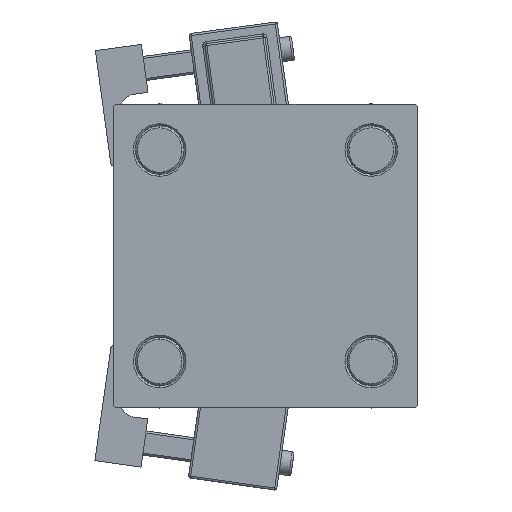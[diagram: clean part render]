
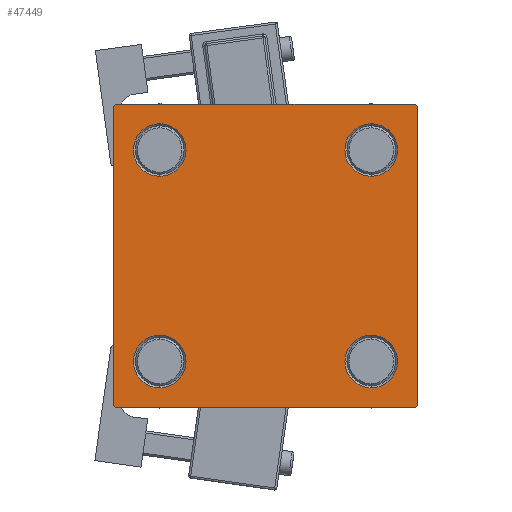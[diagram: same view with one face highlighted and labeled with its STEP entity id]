
A CAD part, left-side view. The second image highlights one B-rep face of the part: STEP entity #47449.
In plain terms, the highlighted planar face has unit normal (-1, 0, 0).
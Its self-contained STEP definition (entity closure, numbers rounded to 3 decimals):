
#183 = DIRECTION ( 'NONE',  ( 0., -0.707, 0.707 ) ) ;
#268 = EDGE_CURVE ( 'NONE', #41968, #4747, #13620, .T. ) ;
#482 = ORIENTED_EDGE ( 'NONE', *, *, #24346, .T. ) ;
#1087 = CARTESIAN_POINT ( 'NONE',  ( 0., 26.15, -26.15 ) ) ;
#1289 = DIRECTION ( 'NONE',  ( 0., -0.707, -0.707 ) ) ;
#1306 = CARTESIAN_POINT ( 'NONE',  ( 0., -26.15, 19.65 ) ) ;
#1684 = EDGE_CURVE ( 'NONE', #47536, #44347, #24082, .T. ) ;
#1836 = CIRCLE ( 'NONE', #18592, 6.5 ) ;
#2115 = VERTEX_POINT ( 'NONE', #13590 ) ;
#2400 = EDGE_CURVE ( 'NONE', #39360, #41827, #14741, .T. ) ;
#2486 = DIRECTION ( 'NONE',  ( 1., 0., 0. ) ) ;
#2814 = ORIENTED_EDGE ( 'NONE', *, *, #16032, .T. ) ;
#2836 = LINE ( 'NONE', #9929, #30695 ) ;
#3004 = CARTESIAN_POINT ( 'NONE',  ( 0., 26.15, -26.15 ) ) ;
#4318 = PLANE ( 'NONE',  #20746 ) ;
#4747 = VERTEX_POINT ( 'NONE', #50187 ) ;
#4848 = FACE_BOUND ( 'NONE', #16868, .T. ) ;
#5076 = EDGE_CURVE ( 'NONE', #29904, #2115, #17280, .T. ) ;
#5575 = DIRECTION ( 'NONE',  ( 1., 0., 0. ) ) ;
#5594 = ORIENTED_EDGE ( 'NONE', *, *, #15427, .F. ) ;
#5912 = LINE ( 'NONE', #50053, #20031 ) ;
#5984 = DIRECTION ( 'NONE',  ( 1., 0., 0. ) ) ;
#6207 = AXIS2_PLACEMENT_3D ( 'NONE', #28798, #29831, #49570 ) ;
#6265 = DIRECTION ( 'NONE',  ( 0., 0., 1. ) ) ;
#6557 = ORIENTED_EDGE ( 'NONE', *, *, #1684, .T. ) ;
#6603 = DIRECTION ( 'NONE',  ( 0., 0.707, -0.707 ) ) ;
#6921 = CARTESIAN_POINT ( 'NONE',  ( 0., 37.5, -37.5 ) ) ;
#7112 = ORIENTED_EDGE ( 'NONE', *, *, #8749, .T. ) ;
#8055 = LINE ( 'NONE', #36935, #27931 ) ;
#8520 = DIRECTION ( 'NONE',  ( 0., 0., 1. ) ) ;
#8622 = CARTESIAN_POINT ( 'NONE',  ( 0., 37.5, 37.5 ) ) ;
#8749 = EDGE_CURVE ( 'NONE', #51778, #2115, #2836, .T. ) ;
#9926 = CARTESIAN_POINT ( 'NONE',  ( 0., -26.15, 26.15 ) ) ;
#9929 = CARTESIAN_POINT ( 'NONE',  ( 0., -37.25, 37.25 ) ) ;
#10759 = AXIS2_PLACEMENT_3D ( 'NONE', #43974, #51601, #44234 ) ;
#11109 = LINE ( 'NONE', #6921, #48318 ) ;
#11655 = ORIENTED_EDGE ( 'NONE', *, *, #30673, .T. ) ;
#11825 = CARTESIAN_POINT ( 'NONE',  ( 0., 26.15, -32.65 ) ) ;
#11965 = CIRCLE ( 'NONE', #43961, 6.5 ) ;
#12102 = ORIENTED_EDGE ( 'NONE', *, *, #47779, .T. ) ;
#13588 = CARTESIAN_POINT ( 'NONE',  ( 0., 26.15, -19.65 ) ) ;
#13590 = CARTESIAN_POINT ( 'NONE',  ( 0., -37., 37.5 ) ) ;
#13620 = LINE ( 'NONE', #40936, #19829 ) ;
#14383 = ORIENTED_EDGE ( 'NONE', *, *, #2400, .T. ) ;
#14741 = CIRCLE ( 'NONE', #37389, 6.5 ) ;
#14934 = EDGE_LOOP ( 'NONE', ( #482, #6557 ) ) ;
#15071 = DIRECTION ( 'NONE',  ( 0., 0., 1. ) ) ;
#15427 = EDGE_CURVE ( 'NONE', #51778, #15638, #5912, .T. ) ;
#15638 = VERTEX_POINT ( 'NONE', #47644 ) ;
#15757 = EDGE_LOOP ( 'NONE', ( #40517, #43306 ) ) ;
#16032 = EDGE_CURVE ( 'NONE', #41827, #39360, #18366, .T. ) ;
#16604 = CARTESIAN_POINT ( 'NONE',  ( 0., -26.15, -26.15 ) ) ;
#16793 = EDGE_LOOP ( 'NONE', ( #31003, #32799, #42274, #19010, #5594, #7112, #46110, #12102 ) ) ;
#16868 = EDGE_LOOP ( 'NONE', ( #22569, #11655 ) ) ;
#17204 = DIRECTION ( 'NONE',  ( 0., 0., -1. ) ) ;
#17280 = LINE ( 'NONE', #8622, #24904 ) ;
#18366 = CIRCLE ( 'NONE', #36809, 6.5 ) ;
#18592 = AXIS2_PLACEMENT_3D ( 'NONE', #22271, #43296, #6265 ) ;
#18843 = DIRECTION ( 'NONE',  ( 0., 0.707, 0.707 ) ) ;
#19010 = ORIENTED_EDGE ( 'NONE', *, *, #33171, .T. ) ;
#19037 = CARTESIAN_POINT ( 'NONE',  ( 0., -37.5, 37. ) ) ;
#19829 = VECTOR ( 'NONE', #1289, 1000. ) ;
#20031 = VECTOR ( 'NONE', #17204, 1000. ) ;
#20579 = DIRECTION ( 'NONE',  ( -1., 0., 0. ) ) ;
#20746 = AXIS2_PLACEMENT_3D ( 'NONE', #20851, #20579, #8520 ) ;
#20851 = CARTESIAN_POINT ( 'NONE',  ( 0., 0., 0. ) ) ;
#22047 = LINE ( 'NONE', #45983, #32914 ) ;
#22271 = CARTESIAN_POINT ( 'NONE',  ( 0., 26.15, 26.15 ) ) ;
#22569 = ORIENTED_EDGE ( 'NONE', *, *, #32142, .T. ) ;
#22680 = CARTESIAN_POINT ( 'NONE',  ( 0., -26.15, -32.65 ) ) ;
#23075 = EDGE_LOOP ( 'NONE', ( #2814, #14383 ) ) ;
#24082 = CIRCLE ( 'NONE', #35797, 6.5 ) ;
#24346 = EDGE_CURVE ( 'NONE', #44347, #47536, #48730, .T. ) ;
#24904 = VECTOR ( 'NONE', #33294, 1000. ) ;
#25597 = EDGE_CURVE ( 'NONE', #48999, #51900, #1836, .T. ) ;
#26745 = CARTESIAN_POINT ( 'NONE',  ( 0., 37.5, 37. ) ) ;
#26780 = DIRECTION ( 'NONE',  ( 0., 0., 1. ) ) ;
#27314 = LINE ( 'NONE', #34429, #35820 ) ;
#27760 = AXIS2_PLACEMENT_3D ( 'NONE', #16604, #5575, #45511 ) ;
#27931 = VECTOR ( 'NONE', #183, 1000. ) ;
#28445 = CARTESIAN_POINT ( 'NONE',  ( 0., 26.15, 32.65 ) ) ;
#28468 = FACE_BOUND ( 'NONE', #14934, .T. ) ;
#28798 = CARTESIAN_POINT ( 'NONE',  ( 0., -26.15, 26.15 ) ) ;
#29646 = CARTESIAN_POINT ( 'NONE',  ( 0., -26.15, -26.15 ) ) ;
#29831 = DIRECTION ( 'NONE',  ( 1., 0., 0. ) ) ;
#29904 = VERTEX_POINT ( 'NONE', #41156 ) ;
#30187 = DIRECTION ( 'NONE',  ( 0., 0., -1. ) ) ;
#30673 = EDGE_CURVE ( 'NONE', #38671, #47822, #48988, .T. ) ;
#30695 = VECTOR ( 'NONE', #18843, 1000. ) ;
#31003 = ORIENTED_EDGE ( 'NONE', *, *, #31856, .T. ) ;
#31851 = VERTEX_POINT ( 'NONE', #38069 ) ;
#31856 = EDGE_CURVE ( 'NONE', #38773, #41968, #22047, .T. ) ;
#31884 = FACE_BOUND ( 'NONE', #23075, .T. ) ;
#32142 = EDGE_CURVE ( 'NONE', #47822, #38671, #11965, .T. ) ;
#32799 = ORIENTED_EDGE ( 'NONE', *, *, #268, .T. ) ;
#32914 = VECTOR ( 'NONE', #30187, 1000. ) ;
#33171 = EDGE_CURVE ( 'NONE', #31851, #15638, #8055, .T. ) ;
#33294 = DIRECTION ( 'NONE',  ( 0., -1., 0. ) ) ;
#34429 = CARTESIAN_POINT ( 'NONE',  ( 0., 37.25, 37.25 ) ) ;
#35008 = DIRECTION ( 'NONE',  ( 0., -1., 0. ) ) ;
#35797 = AXIS2_PLACEMENT_3D ( 'NONE', #29646, #42262, #45702 ) ;
#35820 = VECTOR ( 'NONE', #6603, 1000. ) ;
#36809 = AXIS2_PLACEMENT_3D ( 'NONE', #1087, #49143, #26780 ) ;
#36935 = CARTESIAN_POINT ( 'NONE',  ( 0., -37.25, -37.25 ) ) ;
#37389 = AXIS2_PLACEMENT_3D ( 'NONE', #3004, #2486, #15071 ) ;
#38069 = CARTESIAN_POINT ( 'NONE',  ( 0., -37., -37.5 ) ) ;
#38272 = DIRECTION ( 'NONE',  ( 0., 0., 1. ) ) ;
#38671 = VERTEX_POINT ( 'NONE', #1306 ) ;
#38773 = VERTEX_POINT ( 'NONE', #26745 ) ;
#39328 = CARTESIAN_POINT ( 'NONE',  ( 0., -26.15, -19.65 ) ) ;
#39360 = VERTEX_POINT ( 'NONE', #11825 ) ;
#39813 = CARTESIAN_POINT ( 'NONE',  ( 0., 26.15, 19.65 ) ) ;
#40435 = CARTESIAN_POINT ( 'NONE',  ( 0., -26.15, 32.65 ) ) ;
#40517 = ORIENTED_EDGE ( 'NONE', *, *, #50165, .T. ) ;
#40936 = CARTESIAN_POINT ( 'NONE',  ( 0., 37.25, -37.25 ) ) ;
#41156 = CARTESIAN_POINT ( 'NONE',  ( 0., 37., 37.5 ) ) ;
#41827 = VERTEX_POINT ( 'NONE', #13588 ) ;
#41968 = VERTEX_POINT ( 'NONE', #42196 ) ;
#42196 = CARTESIAN_POINT ( 'NONE',  ( 0., 37.5, -37. ) ) ;
#42262 = DIRECTION ( 'NONE',  ( 1., 0., 0. ) ) ;
#42274 = ORIENTED_EDGE ( 'NONE', *, *, #44931, .T. ) ;
#43296 = DIRECTION ( 'NONE',  ( 1., 0., 0. ) ) ;
#43306 = ORIENTED_EDGE ( 'NONE', *, *, #25597, .T. ) ;
#43961 = AXIS2_PLACEMENT_3D ( 'NONE', #9926, #5984, #38272 ) ;
#43974 = CARTESIAN_POINT ( 'NONE',  ( 0., 26.15, 26.15 ) ) ;
#44234 = DIRECTION ( 'NONE',  ( 0., 0., 1. ) ) ;
#44253 = FACE_BOUND ( 'NONE', #15757, .T. ) ;
#44347 = VERTEX_POINT ( 'NONE', #39328 ) ;
#44931 = EDGE_CURVE ( 'NONE', #4747, #31851, #11109, .T. ) ;
#45511 = DIRECTION ( 'NONE',  ( 0., 0., 1. ) ) ;
#45702 = DIRECTION ( 'NONE',  ( 0., 0., 1. ) ) ;
#45983 = CARTESIAN_POINT ( 'NONE',  ( 0., 37.5, 37.5 ) ) ;
#46110 = ORIENTED_EDGE ( 'NONE', *, *, #5076, .F. ) ;
#47449 = ADVANCED_FACE ( 'NONE', ( #4848, #28468, #31884, #44253, #47934 ), #4318, .T. ) ;
#47536 = VERTEX_POINT ( 'NONE', #22680 ) ;
#47644 = CARTESIAN_POINT ( 'NONE',  ( 0., -37.5, -37. ) ) ;
#47779 = EDGE_CURVE ( 'NONE', #29904, #38773, #27314, .T. ) ;
#47822 = VERTEX_POINT ( 'NONE', #40435 ) ;
#47934 = FACE_OUTER_BOUND ( 'NONE', #16793, .T. ) ;
#48318 = VECTOR ( 'NONE', #35008, 1000. ) ;
#48730 = CIRCLE ( 'NONE', #27760, 6.5 ) ;
#48988 = CIRCLE ( 'NONE', #6207, 6.5 ) ;
#48999 = VERTEX_POINT ( 'NONE', #39813 ) ;
#49143 = DIRECTION ( 'NONE',  ( 1., 0., 0. ) ) ;
#49570 = DIRECTION ( 'NONE',  ( 0., 0., 1. ) ) ;
#50053 = CARTESIAN_POINT ( 'NONE',  ( 0., -37.5, 37.5 ) ) ;
#50165 = EDGE_CURVE ( 'NONE', #51900, #48999, #51037, .T. ) ;
#50187 = CARTESIAN_POINT ( 'NONE',  ( 0., 37., -37.5 ) ) ;
#51037 = CIRCLE ( 'NONE', #10759, 6.5 ) ;
#51601 = DIRECTION ( 'NONE',  ( 1., 0., 0. ) ) ;
#51778 = VERTEX_POINT ( 'NONE', #19037 ) ;
#51900 = VERTEX_POINT ( 'NONE', #28445 ) ;
